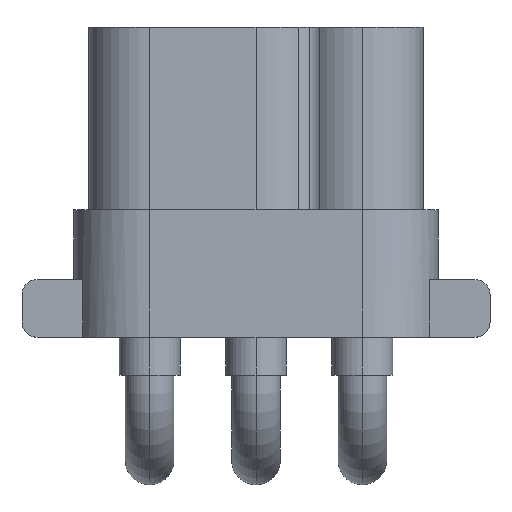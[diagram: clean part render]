
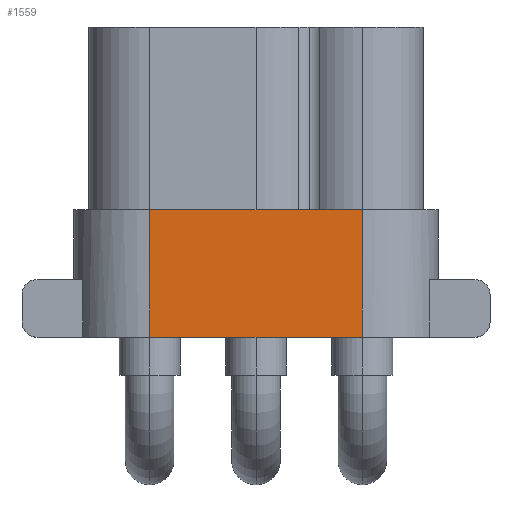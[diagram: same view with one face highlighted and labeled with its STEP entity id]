
A CAD part, top view. The second image highlights one B-rep face of the part: STEP entity #1559.
In plain terms, the highlighted planar face has unit normal (0, 0, 1).
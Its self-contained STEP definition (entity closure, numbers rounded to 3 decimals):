
#125 = FACE_OUTER_BOUND ( 'NONE', #1900, .T. ) ;
#160 = CARTESIAN_POINT ( 'NONE',  ( 0., 8.25, 5.3 ) ) ;
#175 = VERTEX_POINT ( 'NONE', #971 ) ;
#206 = EDGE_CURVE ( 'NONE', #345, #1043, #2028, .T. ) ;
#232 = CARTESIAN_POINT ( 'NONE',  ( -7., 8.25, 5.3 ) ) ;
#269 = ORIENTED_EDGE ( 'NONE', *, *, #1492, .F. ) ;
#291 = ORIENTED_EDGE ( 'NONE', *, *, #206, .T. ) ;
#335 = DIRECTION ( 'NONE',  ( 1., 0., 0. ) ) ;
#345 = VERTEX_POINT ( 'NONE', #559 ) ;
#481 = DIRECTION ( 'NONE',  ( 0., 1., 0. ) ) ;
#519 = LINE ( 'NONE', #1577, #1346 ) ;
#559 = CARTESIAN_POINT ( 'NONE',  ( -7., 4.05, 5.3 ) ) ;
#676 = LINE ( 'NONE', #1521, #1798 ) ;
#833 = ORIENTED_EDGE ( 'NONE', *, *, #2064, .T. ) ;
#910 = DIRECTION ( 'NONE',  ( 0., -1., 0. ) ) ;
#971 = CARTESIAN_POINT ( 'NONE',  ( -7., 8.25, 5.3 ) ) ;
#1043 = VERTEX_POINT ( 'NONE', #1649 ) ;
#1069 = VECTOR ( 'NONE', #335, 1000. ) ;
#1076 = LINE ( 'NONE', #232, #2009 ) ;
#1143 = ORIENTED_EDGE ( 'NONE', *, *, #1957, .F. ) ;
#1346 = VECTOR ( 'NONE', #1909, 1000. ) ;
#1361 = DIRECTION ( 'NONE',  ( 0., -1., 0. ) ) ;
#1487 = PLANE ( 'NONE',  #1939 ) ;
#1492 = EDGE_CURVE ( 'NONE', #1716, #1043, #676, .T. ) ;
#1521 = CARTESIAN_POINT ( 'NONE',  ( 0., 8.25, 5.3 ) ) ;
#1559 = ADVANCED_FACE ( 'NONE', ( #125 ), #1487, .F. ) ;
#1577 = CARTESIAN_POINT ( 'NONE',  ( 0., 8.25, 5.3 ) ) ;
#1617 = CARTESIAN_POINT ( 'NONE',  ( 0., 8.25, 5.3 ) ) ;
#1649 = CARTESIAN_POINT ( 'NONE',  ( 0., 4.05, 5.3 ) ) ;
#1716 = VERTEX_POINT ( 'NONE', #1617 ) ;
#1798 = VECTOR ( 'NONE', #1361, 1000. ) ;
#1900 = EDGE_LOOP ( 'NONE', ( #291, #269, #1143, #833 ) ) ;
#1909 = DIRECTION ( 'NONE',  ( 1., 0., 0. ) ) ;
#1939 = AXIS2_PLACEMENT_3D ( 'NONE', #160, #1988, #481 ) ;
#1957 = EDGE_CURVE ( 'NONE', #175, #1716, #519, .T. ) ;
#1988 = DIRECTION ( 'NONE',  ( 0., 0., -1. ) ) ;
#2009 = VECTOR ( 'NONE', #910, 1000. ) ;
#2028 = LINE ( 'NONE', #2040, #1069 ) ;
#2040 = CARTESIAN_POINT ( 'NONE',  ( 0., 4.05, 5.3 ) ) ;
#2064 = EDGE_CURVE ( 'NONE', #175, #345, #1076, .T. ) ;
